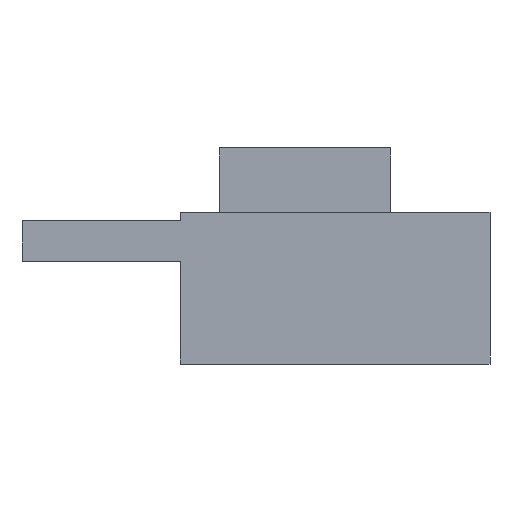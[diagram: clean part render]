
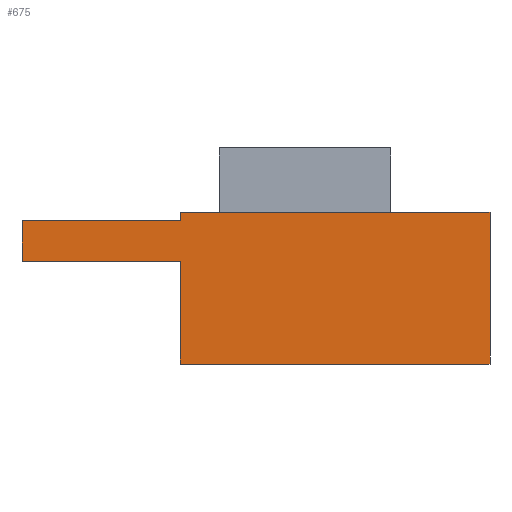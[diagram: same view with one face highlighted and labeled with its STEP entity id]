
A CAD part, front view. The second image highlights one B-rep face of the part: STEP entity #675.
In plain terms, the highlighted planar face has unit normal (0, -1, 0).
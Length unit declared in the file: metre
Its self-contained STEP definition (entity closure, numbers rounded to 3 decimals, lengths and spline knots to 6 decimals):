
#110=ORIENTED_EDGE('',*,*,#252,.F.);
#111=ORIENTED_EDGE('',*,*,#239,.T.);
#112=ORIENTED_EDGE('',*,*,#286,.T.);
#113=ORIENTED_EDGE('',*,*,#287,.F.);
#114=ORIENTED_EDGE('',*,*,#266,.T.);
#115=ORIENTED_EDGE('',*,*,#237,.T.);
#116=ORIENTED_EDGE('',*,*,#288,.T.);
#117=ORIENTED_EDGE('',*,*,#289,.F.);
#237=EDGE_CURVE('',#327,#329,#395,.T.);
#239=EDGE_CURVE('',#332,#330,#397,.T.);
#252=EDGE_CURVE('',#332,#344,#408,.T.);
#266=EDGE_CURVE('',#356,#327,#418,.T.);
#286=EDGE_CURVE('',#330,#372,#430,.T.);
#287=EDGE_CURVE('',#356,#372,#431,.T.);
#288=EDGE_CURVE('',#329,#373,#432,.T.);
#289=EDGE_CURVE('',#344,#373,#433,.T.);
#327=VERTEX_POINT('',#988);
#329=VERTEX_POINT('',#992);
#330=VERTEX_POINT('',#996);
#332=VERTEX_POINT('',#999);
#344=VERTEX_POINT('',#1027);
#356=VERTEX_POINT('',#1054);
#372=VERTEX_POINT('',#1095);
#373=VERTEX_POINT('',#1098);
#395=LINE('',#993,#461);
#397=LINE('',#998,#463);
#408=LINE('',#1026,#474);
#418=LINE('',#1053,#484);
#430=LINE('',#1094,#496);
#431=LINE('',#1096,#497);
#432=LINE('',#1097,#498);
#433=LINE('',#1099,#499);
#461=VECTOR('',#793,1.);
#463=VECTOR('',#797,1.);
#474=VECTOR('',#818,1.);
#484=VECTOR('',#838,1.);
#496=VECTOR('',#868,1.);
#497=VECTOR('',#869,1.);
#498=VECTOR('',#870,1.);
#499=VECTOR('',#871,1.);
#535=EDGE_LOOP('',(#110,#111,#112,#113,#114,#115,#116,#117));
#593=FACE_BOUND('',#535,.T.);
#647=PLANE('',#741);
#675=ADVANCED_FACE('',(#593),#647,.F.);
#741=AXIS2_PLACEMENT_3D('',#1093,#866,#867);
#793=DIRECTION('',(0.,0.,-1.));
#797=DIRECTION('',(0.,0.,-1.));
#818=DIRECTION('',(1.,0.,0.));
#838=DIRECTION('',(1.,0.,0.));
#866=DIRECTION('',(0.,1.,0.));
#867=DIRECTION('',(0.,0.,1.));
#868=DIRECTION('',(-1.,0.,0.));
#869=DIRECTION('',(0.,0.,1.));
#870=DIRECTION('',(1.,0.,0.));
#871=DIRECTION('',(0.,0.,-1.));
#988=CARTESIAN_POINT('',(-0.005975,0.013825,-0.003955));
#992=CARTESIAN_POINT('',(-0.005975,0.013825,-0.008755));
#993=CARTESIAN_POINT('',(-0.005975,0.013825,-0.001677));
#996=CARTESIAN_POINT('',(-0.005975,0.013825,-0.002079));
#998=CARTESIAN_POINT('',(-0.005975,0.013825,-0.001677));
#999=CARTESIAN_POINT('',(-0.005975,0.013825,-0.001679));
#1026=CARTESIAN_POINT('',(0.00125,0.013825,-0.001679));
#1027=CARTESIAN_POINT('',(0.008475,0.013825,-0.001679));
#1053=CARTESIAN_POINT('',(-0.009663,0.013825,-0.003955));
#1054=CARTESIAN_POINT('',(-0.01335,0.013825,-0.003955));
#1093=CARTESIAN_POINT('',(0.00125,0.013825,-0.001677));
#1094=CARTESIAN_POINT('',(-0.009663,0.013825,-0.002079));
#1095=CARTESIAN_POINT('',(-0.01335,0.013825,-0.002079));
#1096=CARTESIAN_POINT('',(-0.01335,0.013825,-0.003957));
#1097=CARTESIAN_POINT('',(0.00125,0.013825,-0.008755));
#1098=CARTESIAN_POINT('',(0.008475,0.013825,-0.008755));
#1099=CARTESIAN_POINT('',(0.008475,0.013825,-0.001677));
